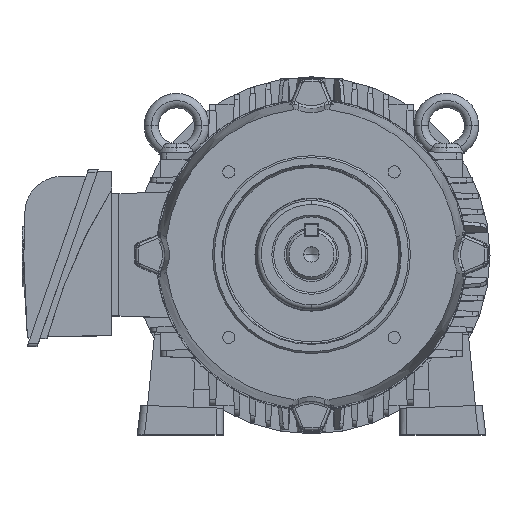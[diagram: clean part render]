
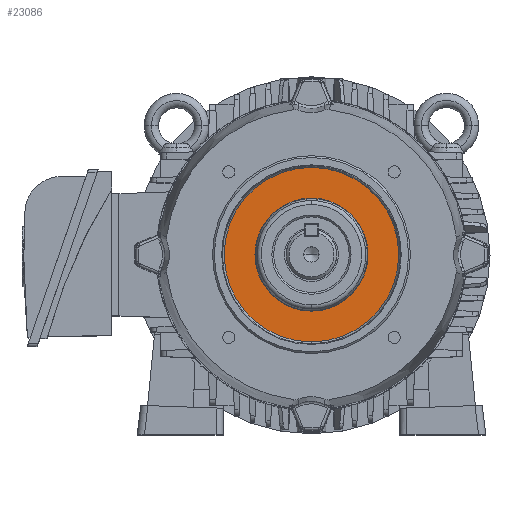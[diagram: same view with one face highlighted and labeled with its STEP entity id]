
A CAD part, top view. The second image highlights one B-rep face of the part: STEP entity #23086.
In plain terms, the highlighted face is planar.
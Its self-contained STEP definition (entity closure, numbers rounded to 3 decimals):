
#311 = CARTESIAN_POINT ( 'NONE',  ( 0., -48.525, -2. ) ) ;
#573 = AXIS2_PLACEMENT_3D ( 'NONE', #5317, #15505, #19055 ) ;
#1816 = DIRECTION ( 'NONE',  ( -1., 0., 0. ) ) ;
#5317 = CARTESIAN_POINT ( 'NONE',  ( 0., 0., -2. ) ) ;
#5824 = EDGE_CURVE ( 'NONE', #37636, #8468, #38365, .T. ) ;
#6764 = EDGE_CURVE ( 'NONE', #43180, #25574, #26149, .T. ) ;
#8440 = DIRECTION ( 'NONE',  ( 0., 0., 1. ) ) ;
#8468 = VERTEX_POINT ( 'NONE', #311 ) ;
#8471 = ORIENTED_EDGE ( 'NONE', *, *, #5824, .F. ) ;
#8663 = ORIENTED_EDGE ( 'NONE', *, *, #21996, .T. ) ;
#10333 = ORIENTED_EDGE ( 'NONE', *, *, #14554, .F. ) ;
#10566 = CARTESIAN_POINT ( 'NONE',  ( 0., 0., -2. ) ) ;
#10571 = CARTESIAN_POINT ( 'NONE',  ( 0., 0., -2. ) ) ;
#11504 = FACE_OUTER_BOUND ( 'NONE', #20969, .T. ) ;
#14554 = EDGE_CURVE ( 'NONE', #8468, #37636, #27331, .T. ) ;
#15114 = DIRECTION ( 'NONE',  ( 0., 0., 1. ) ) ;
#15505 = DIRECTION ( 'NONE',  ( 0., 0., 1. ) ) ;
#17745 = ORIENTED_EDGE ( 'NONE', *, *, #6764, .T. ) ;
#18837 = CARTESIAN_POINT ( 'NONE',  ( 0., -31.424, -2. ) ) ;
#19055 = DIRECTION ( 'NONE',  ( 1., 0., 0. ) ) ;
#20969 = EDGE_LOOP ( 'NONE', ( #8471, #10333 ) ) ;
#21996 = EDGE_CURVE ( 'NONE', #25574, #43180, #38485, .T. ) ;
#23086 = ADVANCED_FACE ( 'NONE', ( #11504, #32785 ), #43427, .F. ) ;
#24638 = AXIS2_PLACEMENT_3D ( 'NONE', #38016, #8440, #1816 ) ;
#25574 = VERTEX_POINT ( 'NONE', #18837 ) ;
#25680 = DIRECTION ( 'NONE',  ( 0., 0., 1. ) ) ;
#26149 = CIRCLE ( 'NONE', #24638, 31.424 ) ;
#26224 = CARTESIAN_POINT ( 'NONE',  ( 0., 0., -2. ) ) ;
#27252 = CARTESIAN_POINT ( 'NONE',  ( 0., 48.525, -2. ) ) ;
#27331 = CIRCLE ( 'NONE', #30317, 48.525 ) ;
#28526 = DIRECTION ( 'NONE',  ( 1., 0., 0. ) ) ;
#29293 = DIRECTION ( 'NONE',  ( 1., 0., 0. ) ) ;
#30317 = AXIS2_PLACEMENT_3D ( 'NONE', #26224, #15114, #29293 ) ;
#32785 = FACE_BOUND ( 'NONE', #45339, .T. ) ;
#36952 = AXIS2_PLACEMENT_3D ( 'NONE', #10566, #25680, #39635 ) ;
#37636 = VERTEX_POINT ( 'NONE', #27252 ) ;
#38016 = CARTESIAN_POINT ( 'NONE',  ( 0., 0., -2. ) ) ;
#38365 = CIRCLE ( 'NONE', #573, 48.525 ) ;
#38485 = CIRCLE ( 'NONE', #36952, 31.424 ) ;
#38551 = AXIS2_PLACEMENT_3D ( 'NONE', #10571, #46535, #28526 ) ;
#39635 = DIRECTION ( 'NONE',  ( -1., 0., 0. ) ) ;
#41483 = CARTESIAN_POINT ( 'NONE',  ( 0., 31.424, -2. ) ) ;
#43180 = VERTEX_POINT ( 'NONE', #41483 ) ;
#43427 = PLANE ( 'NONE',  #38551 ) ;
#45339 = EDGE_LOOP ( 'NONE', ( #17745, #8663 ) ) ;
#46535 = DIRECTION ( 'NONE',  ( 0., 0., 1. ) ) ;
